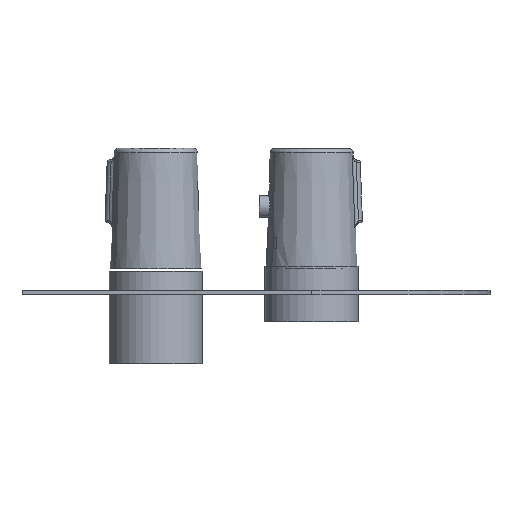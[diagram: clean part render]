
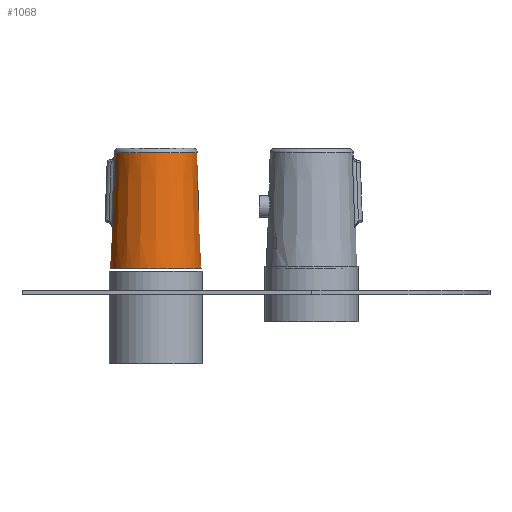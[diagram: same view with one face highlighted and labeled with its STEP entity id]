
A CAD part, left-side view. The second image highlights one B-rep face of the part: STEP entity #1068.
In plain terms, the highlighted conical face has half-angle 2 degrees and reference radius 20.5 mm.
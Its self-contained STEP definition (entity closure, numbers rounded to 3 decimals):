
#240 = CARTESIAN_POINT ( 'NONE',  ( 4.414, 89.018, 103.627 ) ) ;
#325 = CARTESIAN_POINT ( 'NONE',  ( 4.399, 88.255, 124.983 ) ) ;
#348 = CARTESIAN_POINT ( 'NONE',  ( 4.419, 89.302, 95.669 ) ) ;
#381 = EDGE_CURVE ( 'NONE', #3027, #3125, #6711, .T. ) ;
#472 = EDGE_CURVE ( 'NONE', #2653, #4259, #589, .T. ) ;
#589 = B_SPLINE_CURVE_WITH_KNOTS ( 'NONE', 3,
 ( #3555, #636, #4876, #1244, #6066, #5483, #2967, #7243 ),
 .UNSPECIFIED., .F., .F.,
 ( 4, 2, 2, 4 ),
 ( 0., 0.002, 0.004, 0.009 ),
 .UNSPECIFIED. ) ;
#636 = CARTESIAN_POINT ( 'NONE',  ( -3.692, 89.515, 94.341 ) ) ;
#654 = FACE_OUTER_BOUND ( 'NONE', #6581, .T. ) ;
#871 = CARTESIAN_POINT ( 'NONE',  ( -4.418, 89.278, 96.335 ) ) ;
#982 = CARTESIAN_POINT ( 'NONE',  ( 2.947, 88.512, 126.326 ) ) ;
#1068 = ADVANCED_FACE ( 'NONE', ( #6606, #654, #5373 ), #2063, .T. ) ;
#1142 = CARTESIAN_POINT ( 'NONE',  ( -20.5, 70., 75.65 ) ) ;
#1244 = CARTESIAN_POINT ( 'NONE',  ( -1.485, 89.805, 94.352 ) ) ;
#1379 = EDGE_LOOP ( 'NONE', ( #1703, #2552, #6155, #5998 ) ) ;
#1471 = DIRECTION ( 'NONE',  ( 0., 0., -1. ) ) ;
#1703 = ORIENTED_EDGE ( 'NONE', *, *, #3961, .T. ) ;
#2018 = CARTESIAN_POINT ( 'NONE',  ( 4.418, 89.278, 96.335 ) ) ;
#2046 = CARTESIAN_POINT ( 'NONE',  ( 4.411, 88.887, 107.273 ) ) ;
#2063 = CONICAL_SURFACE ( 'NONE', #7120, 20.5, 0.035 ) ;
#2369 = ORIENTED_EDGE ( 'NONE', *, *, #4024, .T. ) ;
#2469 = CARTESIAN_POINT ( 'NONE',  ( 0.736, 88.73, 126.335 ) ) ;
#2537 = EDGE_CURVE ( 'NONE', #7044, #7044, #4794, .T. ) ;
#2552 = ORIENTED_EDGE ( 'NONE', *, *, #381, .T. ) ;
#2608 = CARTESIAN_POINT ( 'NONE',  ( -4.419, 89.302, 95.669 ) ) ;
#2616 = B_SPLINE_CURVE_WITH_KNOTS ( 'NONE', 3,
 ( #5043, #6817, #4411, #3271, #3881, #6873, #6234, #2690, #4389, #871, #2608, #6845, #3825 ),
 .UNSPECIFIED., .F., .F.,
 ( 4, 3, 3, 3, 4 ),
 ( -0.002, 0., 0.011, 0.028, 0.03 ),
 .UNSPECIFIED. ) ;
#2653 = VERTEX_POINT ( 'NONE', #3666 ) ;
#2690 = CARTESIAN_POINT ( 'NONE',  ( -4.411, 88.871, 107.739 ) ) ;
#2708 = CARTESIAN_POINT ( 'NONE',  ( 4.398, 88.207, 126.314 ) ) ;
#2930 = CARTESIAN_POINT ( 'NONE',  ( 4.42, 89.349, 94.335 ) ) ;
#2967 = CARTESIAN_POINT ( 'NONE',  ( 2.965, 89.681, 94.348 ) ) ;
#3027 = VERTEX_POINT ( 'NONE', #7835 ) ;
#3125 = VERTEX_POINT ( 'NONE', #5563 ) ;
#3165 = EDGE_LOOP ( 'NONE', ( #2369 ) ) ;
#3262 = CARTESIAN_POINT ( 'NONE',  ( 4.408, 88.685, 112.954 ) ) ;
#3271 = CARTESIAN_POINT ( 'NONE',  ( -4.4, 88.278, 124.318 ) ) ;
#3555 = CARTESIAN_POINT ( 'NONE',  ( -4.42, 89.349, 94.335 ) ) ;
#3616 = AXIS2_PLACEMENT_3D ( 'NONE', #5081, #1471, #3898 ) ;
#3662 = AXIS2_PLACEMENT_3D ( 'NONE', #3694, #7256, #4241 ) ;
#3666 = CARTESIAN_POINT ( 'NONE',  ( -4.42, 89.349, 94.335 ) ) ;
#3694 = CARTESIAN_POINT ( 'NONE',  ( 0., 70., 75.65 ) ) ;
#3825 = CARTESIAN_POINT ( 'NONE',  ( -4.42, 89.349, 94.335 ) ) ;
#3881 = CARTESIAN_POINT ( 'NONE',  ( -4.402, 88.408, 120.692 ) ) ;
#3898 = DIRECTION ( 'NONE',  ( 1., 0., 0. ) ) ;
#3961 = EDGE_CURVE ( 'NONE', #4259, #3027, #6214, .T. ) ;
#3962 = DIRECTION ( 'NONE',  ( -1., 0., 0. ) ) ;
#4024 = EDGE_CURVE ( 'NONE', #6272, #6272, #4522, .T. ) ;
#4145 = CARTESIAN_POINT ( 'NONE',  ( 4.398, 88.207, 126.314 ) ) ;
#4241 = DIRECTION ( 'NONE',  ( -1., 0., 0. ) ) ;
#4251 = CARTESIAN_POINT ( 'NONE',  ( -1.488, 88.73, 126.335 ) ) ;
#4259 = VERTEX_POINT ( 'NONE', #2930 ) ;
#4389 = CARTESIAN_POINT ( 'NONE',  ( -4.415, 89.074, 102.037 ) ) ;
#4411 = CARTESIAN_POINT ( 'NONE',  ( -4.399, 88.255, 124.983 ) ) ;
#4522 = CIRCLE ( 'NONE', #3616, 18.682 ) ;
#4794 = CIRCLE ( 'NONE', #3662, 20.5 ) ;
#4876 = CARTESIAN_POINT ( 'NONE',  ( -2.96, 89.639, 94.346 ) ) ;
#5014 = EDGE_CURVE ( 'NONE', #3125, #2653, #2616, .T. ) ;
#5043 = CARTESIAN_POINT ( 'NONE',  ( -4.398, 88.207, 126.314 ) ) ;
#5081 = CARTESIAN_POINT ( 'NONE',  ( 0., 70., 127.72 ) ) ;
#5318 = CARTESIAN_POINT ( 'NONE',  ( 1.479, 88.686, 126.333 ) ) ;
#5371 = CARTESIAN_POINT ( 'NONE',  ( 3.675, 88.381, 126.321 ) ) ;
#5373 = FACE_BOUND ( 'NONE', #1379, .T. ) ;
#5384 = CARTESIAN_POINT ( 'NONE',  ( 18.682, 70., 127.72 ) ) ;
#5483 = CARTESIAN_POINT ( 'NONE',  ( 1.493, 89.846, 94.354 ) ) ;
#5563 = CARTESIAN_POINT ( 'NONE',  ( -4.398, 88.207, 126.314 ) ) ;
#5800 = CARTESIAN_POINT ( 'NONE',  ( 0., 70., 75.65 ) ) ;
#5998 = ORIENTED_EDGE ( 'NONE', *, *, #472, .T. ) ;
#6066 = CARTESIAN_POINT ( 'NONE',  ( -0.739, 89.847, 94.354 ) ) ;
#6155 = ORIENTED_EDGE ( 'NONE', *, *, #5014, .T. ) ;
#6214 = B_SPLINE_CURVE_WITH_KNOTS ( 'NONE', 3,
 ( #7539, #6888, #348, #2018, #6328, #240, #2046, #3262, #6358, #7514, #325, #7484, #2708 ),
 .UNSPECIFIED., .F., .F.,
 ( 4, 3, 3, 3, 4 ),
 ( -0.002, 0., 0.011, 0.028, 0.03 ),
 .UNSPECIFIED. ) ;
#6234 = CARTESIAN_POINT ( 'NONE',  ( -4.407, 88.667, 113.44 ) ) ;
#6272 = VERTEX_POINT ( 'NONE', #5384 ) ;
#6328 = CARTESIAN_POINT ( 'NONE',  ( 4.416, 89.148, 99.981 ) ) ;
#6358 = CARTESIAN_POINT ( 'NONE',  ( 4.404, 88.482, 118.636 ) ) ;
#6387 = DIRECTION ( 'NONE',  ( 0., 0., -1. ) ) ;
#6581 = EDGE_LOOP ( 'NONE', ( #7666 ) ) ;
#6606 = FACE_BOUND ( 'NONE', #3165, .T. ) ;
#6675 = CARTESIAN_POINT ( 'NONE',  ( -4.398, 88.207, 126.314 ) ) ;
#6711 = B_SPLINE_CURVE_WITH_KNOTS ( 'NONE', 3,
 ( #4145, #5371, #982, #5318, #2469, #4251, #7297, #6675 ),
 .UNSPECIFIED., .F., .F.,
 ( 4, 2, 2, 4 ),
 ( 0., 0.002, 0.004, 0.009 ),
 .UNSPECIFIED. ) ;
#6817 = CARTESIAN_POINT ( 'NONE',  ( -4.399, 88.231, 125.649 ) ) ;
#6845 = CARTESIAN_POINT ( 'NONE',  ( -4.419, 89.325, 95.002 ) ) ;
#6873 = CARTESIAN_POINT ( 'NONE',  ( -4.405, 88.538, 117.066 ) ) ;
#6888 = CARTESIAN_POINT ( 'NONE',  ( 4.419, 89.325, 95.002 ) ) ;
#7044 = VERTEX_POINT ( 'NONE', #1142 ) ;
#7120 = AXIS2_PLACEMENT_3D ( 'NONE', #5800, #6387, #3962 ) ;
#7243 = CARTESIAN_POINT ( 'NONE',  ( 4.42, 89.349, 94.335 ) ) ;
#7256 = DIRECTION ( 'NONE',  ( 0., 0., 1. ) ) ;
#7297 = CARTESIAN_POINT ( 'NONE',  ( -2.953, 88.556, 126.328 ) ) ;
#7484 = CARTESIAN_POINT ( 'NONE',  ( 4.399, 88.231, 125.649 ) ) ;
#7514 = CARTESIAN_POINT ( 'NONE',  ( 4.4, 88.278, 124.318 ) ) ;
#7539 = CARTESIAN_POINT ( 'NONE',  ( 4.42, 89.349, 94.335 ) ) ;
#7666 = ORIENTED_EDGE ( 'NONE', *, *, #2537, .T. ) ;
#7835 = CARTESIAN_POINT ( 'NONE',  ( 4.398, 88.207, 126.314 ) ) ;
